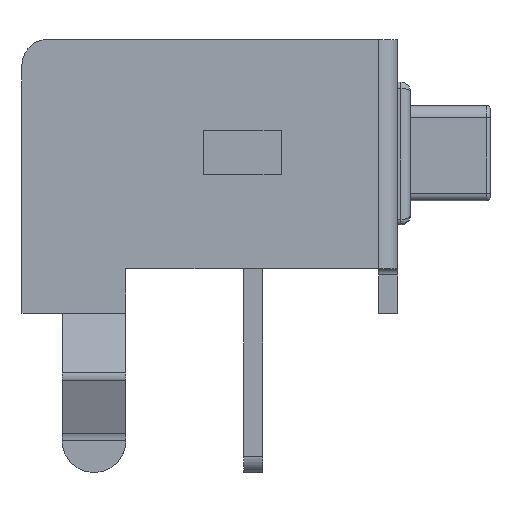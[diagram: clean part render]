
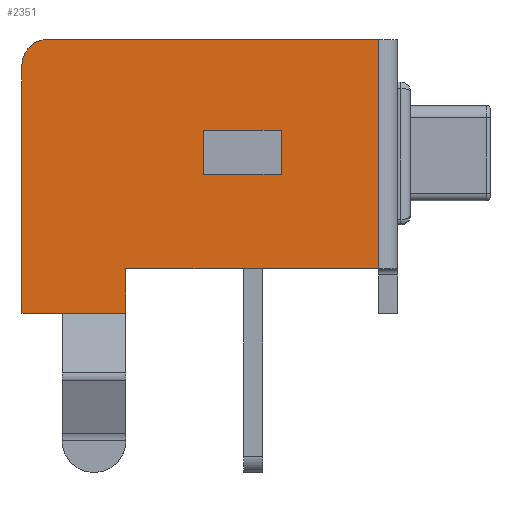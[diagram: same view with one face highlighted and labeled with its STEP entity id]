
A CAD part, left-side view. The second image highlights one B-rep face of the part: STEP entity #2351.
In plain terms, the highlighted planar face has unit normal (-1, 0, 0).
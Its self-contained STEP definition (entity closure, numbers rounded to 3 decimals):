
#129=LINE('',#4474,#367);
#133=LINE('',#4484,#371);
#134=LINE('',#4487,#372);
#135=LINE('',#4489,#373);
#136=LINE('',#4490,#374);
#137=LINE('',#4492,#375);
#138=LINE('',#4496,#376);
#139=LINE('',#4497,#377);
#140=LINE('',#4500,#378);
#141=LINE('',#4502,#379);
#142=LINE('',#4504,#380);
#367=VECTOR('',#3734,1000.);
#371=VECTOR('',#3742,1000.);
#372=VECTOR('',#3743,1000.);
#373=VECTOR('',#3744,1000.);
#374=VECTOR('',#3745,1000.);
#375=VECTOR('',#3746,1000.);
#376=VECTOR('',#3749,1000.);
#377=VECTOR('',#3750,1000.);
#378=VECTOR('',#3751,1000.);
#379=VECTOR('',#3752,1000.);
#380=VECTOR('',#3753,1000.);
#641=ORIENTED_EDGE('',*,*,#1325,.T.);
#642=ORIENTED_EDGE('',*,*,#1326,.F.);
#643=ORIENTED_EDGE('',*,*,#1327,.T.);
#644=ORIENTED_EDGE('',*,*,#1320,.T.);
#645=ORIENTED_EDGE('',*,*,#1328,.T.);
#646=ORIENTED_EDGE('',*,*,#1329,.F.);
#647=ORIENTED_EDGE('',*,*,#1330,.F.);
#648=ORIENTED_EDGE('',*,*,#1331,.F.);
#649=ORIENTED_EDGE('',*,*,#1332,.T.);
#650=ORIENTED_EDGE('',*,*,#1333,.T.);
#651=ORIENTED_EDGE('',*,*,#1334,.T.);
#652=ORIENTED_EDGE('',*,*,#1335,.T.);
#1320=EDGE_CURVE('',#1667,#1666,#129,.T.);
#1325=EDGE_CURVE('',#1671,#1672,#133,.T.);
#1326=EDGE_CURVE('',#1673,#1672,#134,.T.);
#1327=EDGE_CURVE('',#1673,#1667,#135,.T.);
#1328=EDGE_CURVE('',#1666,#1674,#136,.T.);
#1329=EDGE_CURVE('',#1675,#1674,#137,.T.);
#1330=EDGE_CURVE('',#1676,#1675,#1869,.T.);
#1331=EDGE_CURVE('',#1671,#1676,#138,.T.);
#1332=EDGE_CURVE('',#1677,#1678,#139,.T.);
#1333=EDGE_CURVE('',#1678,#1679,#140,.T.);
#1334=EDGE_CURVE('',#1679,#1680,#141,.T.);
#1335=EDGE_CURVE('',#1680,#1677,#142,.T.);
#1666=VERTEX_POINT('',#4473);
#1667=VERTEX_POINT('',#4475);
#1671=VERTEX_POINT('',#4485);
#1672=VERTEX_POINT('',#4486);
#1673=VERTEX_POINT('',#4488);
#1674=VERTEX_POINT('',#4491);
#1675=VERTEX_POINT('',#4493);
#1676=VERTEX_POINT('',#4495);
#1677=VERTEX_POINT('',#4498);
#1678=VERTEX_POINT('',#4499);
#1679=VERTEX_POINT('',#4501);
#1680=VERTEX_POINT('',#4503);
#1869=CIRCLE('',#3437,0.4);
#1975=EDGE_LOOP('',(#641,#642,#643,#644,#645,#646,#647,#648));
#1976=EDGE_LOOP('',(#649,#650,#651,#652));
#2123=FACE_BOUND('',#1975,.T.);
#2124=FACE_BOUND('',#1976,.T.);
#2269=PLANE('',#3436);
#2351=ADVANCED_FACE('',(#2123,#2124),#2269,.F.);
#3436=AXIS2_PLACEMENT_3D('',#4483,#3740,#3741);
#3437=AXIS2_PLACEMENT_3D('',#4494,#3747,#3748);
#3734=DIRECTION('',(0.,-1.,0.));
#3740=DIRECTION('',(1.,0.,0.));
#3741=DIRECTION('',(0.,0.,-1.));
#3742=DIRECTION('',(0.,-1.,0.));
#3743=DIRECTION('',(0.,1.,0.));
#3744=DIRECTION('',(0.,0.,1.));
#3745=DIRECTION('',(0.,0.,1.));
#3746=DIRECTION('',(0.,-1.,0.));
#3747=DIRECTION('',(1.,0.,0.));
#3748=DIRECTION('',(0.,0.,-1.));
#3749=DIRECTION('',(0.,0.,1.));
#3750=DIRECTION('',(0.,1.,0.));
#3751=DIRECTION('',(0.,0.,1.));
#3752=DIRECTION('',(0.,-1.,0.));
#3753=DIRECTION('',(0.,0.,-1.));
#4473=CARTESIAN_POINT('',(-3.65,0.3,-1.79));
#4474=CARTESIAN_POINT('',(-3.65,5.9,-1.79));
#4475=CARTESIAN_POINT('',(-3.65,4.27,-1.79));
#4483=CARTESIAN_POINT('',(-3.65,5.9,1.808));
#4484=CARTESIAN_POINT('',(-3.65,5.9,-2.492));
#4485=CARTESIAN_POINT('',(-3.65,5.9,-2.492));
#4486=CARTESIAN_POINT('',(-3.65,5.27,-2.492));
#4487=CARTESIAN_POINT('',(-3.65,4.27,-2.492));
#4488=CARTESIAN_POINT('',(-3.65,4.27,-2.492));
#4489=CARTESIAN_POINT('',(-3.65,4.27,1.808));
#4490=CARTESIAN_POINT('',(-3.65,0.3,1.808));
#4491=CARTESIAN_POINT('',(-3.65,0.3,1.808));
#4492=CARTESIAN_POINT('',(-3.65,5.9,1.808));
#4493=CARTESIAN_POINT('',(-3.65,5.5,1.808));
#4494=CARTESIAN_POINT('',(-3.65,5.5,1.408));
#4495=CARTESIAN_POINT('',(-3.65,5.9,1.408));
#4496=CARTESIAN_POINT('',(-3.65,5.9,1.808));
#4497=CARTESIAN_POINT('',(-3.65,5.9,-0.312));
#4498=CARTESIAN_POINT('',(-3.65,1.831,-0.312));
#4499=CARTESIAN_POINT('',(-3.65,3.045,-0.312));
#4500=CARTESIAN_POINT('',(-3.65,3.045,1.808));
#4501=CARTESIAN_POINT('',(-3.65,3.045,0.384));
#4502=CARTESIAN_POINT('',(-3.65,5.9,0.384));
#4503=CARTESIAN_POINT('',(-3.65,1.831,0.384));
#4504=CARTESIAN_POINT('',(-3.65,1.831,1.808));
